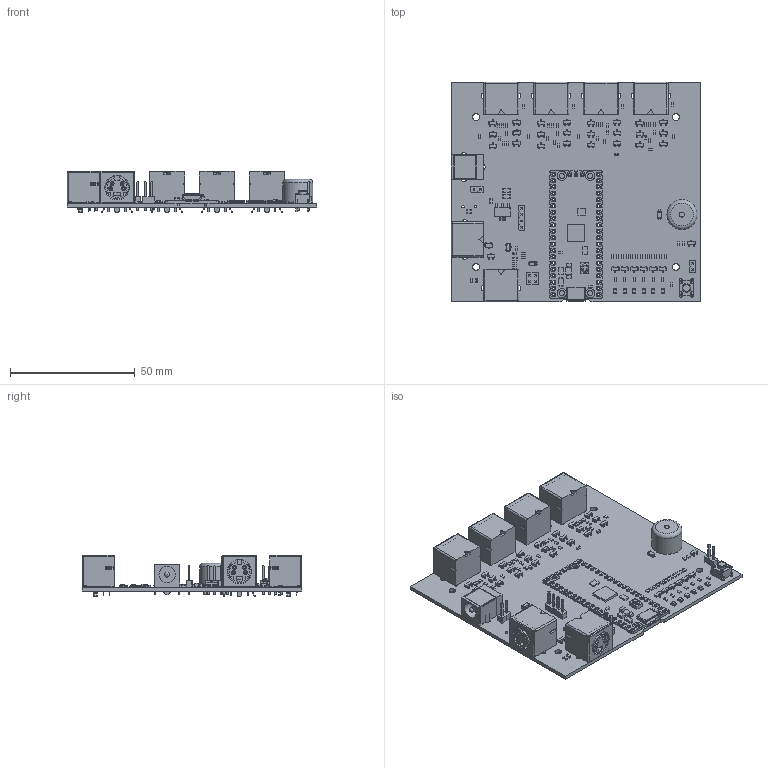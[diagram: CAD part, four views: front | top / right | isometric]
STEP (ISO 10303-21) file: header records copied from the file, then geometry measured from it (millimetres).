
FILE_DESCRIPTION(('KiCad electronic assembly'),'2;1');
FILE_NAME('WOOTSwitch.step','2025-10-28T15:45:37',('Pcbnew'),('Kicad'), 'Open CASCADE STEP processor 7.8','KiCad to STEP converter','Unknown' );
FILE_SCHEMA(('AUTOMOTIVE_DESIGN { 1 0 10303 214 1 1 1 1 }'));
Length unit declared in the file: millimetre
Products named in the file (21): WOOTSwitch 1; R_0603_1608Metric; SOT-23; LED_0805_2012Metric; C_0603_1608Metric; L_0603_1608Metric; Fuse_0805_2012Metric; c-5749181-1-a-3d; PinHeader_1x02_P2.54mm_Vertical; c-1825910-6-c-3d; BarrelJack_CUI_PJ-063AH_Horizontal; Pico-R3; WOOTSwitch 1.57.1; SOT-223; Buzzer_12x9.5RM7.6; C_1206_3216Metric; PinHeader_1x04_P2.54mm_Vertical; D_SOD-123; C_0805_2012Metric; PinHeader_2x02_P2.54mm_Vertical; WOOTSwitch_PCB
Assembly tree (129 placements, depth 3):
  WOOTSwitch 1
    R_0603_1608Metric  x53
    SOT-23  x34
    LED_0805_2012Metric  x6
    C_0603_1608Metric  x11
    L_0603_1608Metric
    Fuse_0805_2012Metric
    c-5749181-1-a-3d  x6
    PinHeader_1x02_P2.54mm_Vertical  x2
    c-1825910-6-c-3d
    BarrelJack_CUI_PJ-063AH_Horizontal
    Pico-R3
      WOOTSwitch 1.57.1
    SOT-223
    Buzzer_12x9.5RM7.6
    C_1206_3216Metric  x2
    PinHeader_1x04_P2.54mm_Vertical
    D_SOD-123  x2
    C_0805_2012Metric  x2
    PinHeader_2x02_P2.54mm_Vertical
    WOOTSwitch_PCB
Bounding box: 100 x 88.01 x 16.56 mm (x, y, z)
Volume: 28631.6 mm3; surface area: 36820.2 mm2
Topology: 145 solids, 145 shells, 7456 faces, 19559 edges, 12570 vertices
Faces by surface type: plane 4578, cylinder 1993, bspline 584, torus 166, cone 114, sphere 21
Full cylindrical faces by diameter (mm): 0.9 x26, 0.99 x4, 1 x16, 1.02 x40, 1.5 x3, 1.6 x1, 1.8 x2, 2 x2, 2.3 x1, 2.37 x18, 2.5 x2, 2.7 x4, 3 x1, 6.5 x1, 12 x1
Entity records: 66643 total; most frequent: CARTESIAN_POINT 10767, DIRECTION 10386, ORIENTED_EDGE 10171, EDGE_CURVE 5086, LINE 3486, VECTOR 3486, AXIS2_PLACEMENT_3D 3450, VERTEX_POINT 3377
